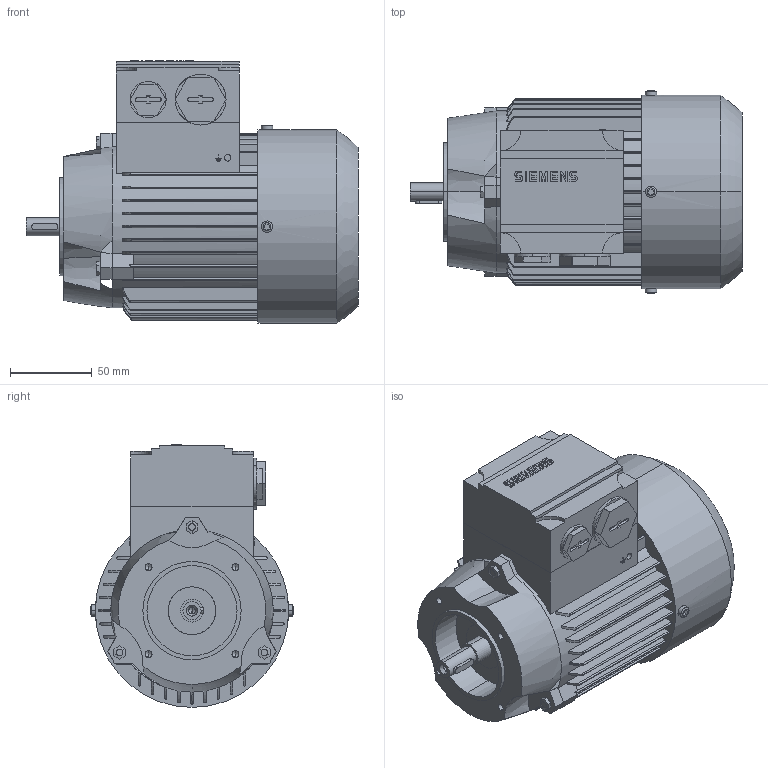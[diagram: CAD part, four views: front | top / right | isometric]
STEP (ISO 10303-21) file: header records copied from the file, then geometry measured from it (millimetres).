
FILE_DESCRIPTION(('STEP AP214'),'1');
FILE_NAME('cctmp_20198B64-5D3A-4058-858E-DA95A5B4282B_2023_06_06_15_58_27_0110..stp','2023-06-06T13:58:27',('SIEMENS A&D'),('CADClick - www.CADClick.com'),'Spatial InterOp 3D',' ','unknown authorization');
FILE_SCHEMA(('AUTOMOTIVE_DESIGN'));
Length unit declared in the file: millimetre
Products named in the file (1): 1
Bounding box: 202.5 x 124 x 160.29 mm (x, y, z)
Volume: 1839486.4 mm3; surface area: 137099.2 mm2
Topology: 1 solids, 1 shells, 569 faces, 1542 edges, 996 vertices
Faces by surface type: plane 345, cylinder 152, torus 38, cone 34
Entity records: 23954 total; most frequent: CARTESIAN_POINT 5137, ORIENTED_EDGE 3040, DIRECTION 2880, EDGE_CURVE 1520, VERTEX_POINT 996, LINE 994, VECTOR 994, AXIS2_PLACEMENT_3D 943
